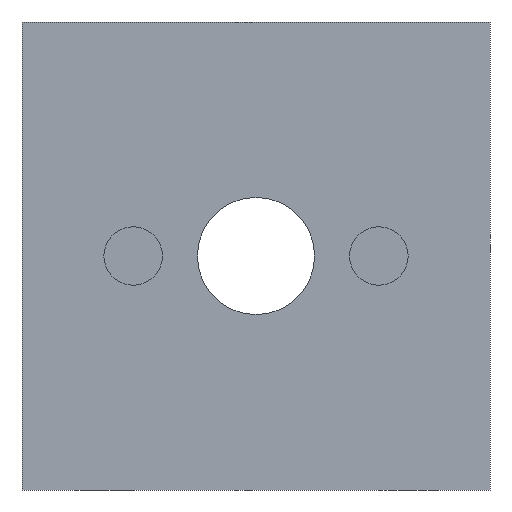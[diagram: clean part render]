
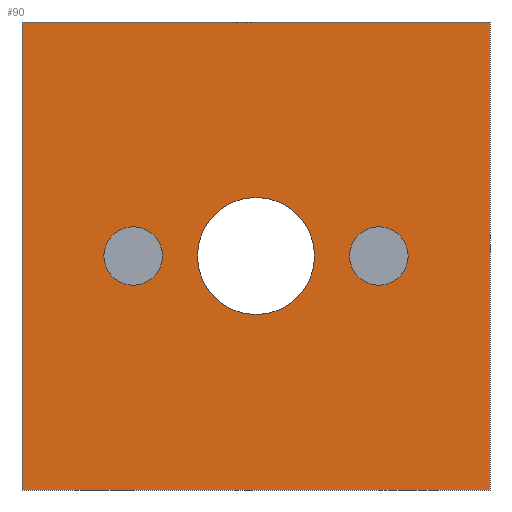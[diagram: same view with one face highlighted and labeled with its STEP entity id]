
A CAD part, front view. The second image highlights one B-rep face of the part: STEP entity #90.
In plain terms, the highlighted planar face has unit normal (0, -1, 0).
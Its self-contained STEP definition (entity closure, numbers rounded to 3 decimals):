
#6 = EDGE_CURVE ( 'NONE', #29, #81, #319, .T. ) ;
#11 = EDGE_CURVE ( 'NONE', #75, #29, #277, .T. ) ;
#14 = EDGE_CURVE ( 'NONE', #81, #50, #316, .T. ) ;
#20 = EDGE_CURVE ( 'NONE', #48, #74, #258, .T. ) ;
#26 = EDGE_CURVE ( 'NONE', #74, #48, #275, .T. ) ;
#29 = VERTEX_POINT ( 'NONE', #343 ) ;
#30 = VERTEX_POINT ( 'NONE', #392 ) ;
#34 = VERTEX_POINT ( 'NONE', #369 ) ;
#40 = VERTEX_POINT ( 'NONE', #348 ) ;
#45 = CARTESIAN_POINT ( 'NONE',  ( 0., 0., 0. ) ) ;
#48 = VERTEX_POINT ( 'NONE', #346 ) ;
#50 = VERTEX_POINT ( 'NONE', #364 ) ;
#61 = CARTESIAN_POINT ( 'NONE',  ( 40., 0., 0. ) ) ;
#74 = VERTEX_POINT ( 'NONE', #332 ) ;
#75 = VERTEX_POINT ( 'NONE', #367 ) ;
#81 = VERTEX_POINT ( 'NONE', #411 ) ;
#82 = DIRECTION ( 'NONE',  ( 0., 0., -1. ) ) ;
#83 = VERTEX_POINT ( 'NONE', #412 ) ;
#90 = ADVANCED_FACE ( 'NONE', ( #300, #287, #285, #292 ), #406, .T. ) ;
#100 = EDGE_LOOP ( 'NONE', ( #150, #322, #330, #281 ) ) ;
#117 = ORIENTED_EDGE ( 'NONE', *, *, #768, .F. ) ;
#118 = ORIENTED_EDGE ( 'NONE', *, *, #778, .F. ) ;
#126 = EDGE_LOOP ( 'NONE', ( #118, #147 ) ) ;
#147 = ORIENTED_EDGE ( 'NONE', *, *, #763, .F. ) ;
#150 = ORIENTED_EDGE ( 'NONE', *, *, #744, .F. ) ;
#160 = ORIENTED_EDGE ( 'NONE', *, *, #20, .T. ) ;
#176 = EDGE_LOOP ( 'NONE', ( #177, #160 ) ) ;
#177 = ORIENTED_EDGE ( 'NONE', *, *, #26, .T. ) ;
#215 = EDGE_LOOP ( 'NONE', ( #117, #227 ) ) ;
#227 = ORIENTED_EDGE ( 'NONE', *, *, #777, .F. ) ;
#254 = AXIS2_PLACEMENT_3D ( 'NONE', #335, #354, #376 ) ;
#258 = CIRCLE ( 'NONE', #754, 5. ) ;
#272 = VECTOR ( 'NONE', #358, 1000. ) ;
#275 = CIRCLE ( 'NONE', #254, 5. ) ;
#277 = LINE ( 'NONE', #45, #278 ) ;
#278 = VECTOR ( 'NONE', #355, 1000. ) ;
#281 = ORIENTED_EDGE ( 'NONE', *, *, #11, .F. ) ;
#285 = FACE_BOUND ( 'NONE', #176, .T. ) ;
#287 = FACE_BOUND ( 'NONE', #126, .T. ) ;
#292 = FACE_OUTER_BOUND ( 'NONE', #100, .T. ) ;
#300 = FACE_BOUND ( 'NONE', #215, .T. ) ;
#316 = LINE ( 'NONE', #349, #272 ) ;
#319 = LINE ( 'NONE', #61, #326 ) ;
#322 = ORIENTED_EDGE ( 'NONE', *, *, #14, .F. ) ;
#326 = VECTOR ( 'NONE', #82, 1000. ) ;
#330 = ORIENTED_EDGE ( 'NONE', *, *, #6, .F. ) ;
#332 = CARTESIAN_POINT ( 'NONE',  ( 20., 0., -15. ) ) ;
#335 = CARTESIAN_POINT ( 'NONE',  ( 20., 0., -20. ) ) ;
#336 = CARTESIAN_POINT ( 'NONE',  ( 0., 0., -40. ) ) ;
#343 = CARTESIAN_POINT ( 'NONE',  ( 40., 0., 0. ) ) ;
#346 = CARTESIAN_POINT ( 'NONE',  ( 20., 0., -25. ) ) ;
#348 = CARTESIAN_POINT ( 'NONE',  ( 9.5, 0., -22.5 ) ) ;
#349 = CARTESIAN_POINT ( 'NONE',  ( 0., 0., -40. ) ) ;
#354 = DIRECTION ( 'NONE',  ( 0., 1., 0. ) ) ;
#355 = DIRECTION ( 'NONE',  ( 1., 0., 0. ) ) ;
#358 = DIRECTION ( 'NONE',  ( -1., 0., 0. ) ) ;
#364 = CARTESIAN_POINT ( 'NONE',  ( 0., 0., -40. ) ) ;
#367 = CARTESIAN_POINT ( 'NONE',  ( 0., 0., 0. ) ) ;
#369 = CARTESIAN_POINT ( 'NONE',  ( 30.5, 0., -17.5 ) ) ;
#374 = CARTESIAN_POINT ( 'NONE',  ( 20., 0., -20. ) ) ;
#376 = DIRECTION ( 'NONE',  ( 0., 0., 1. ) ) ;
#389 = DIRECTION ( 'NONE',  ( 0., 1., 0. ) ) ;
#390 = DIRECTION ( 'NONE',  ( 0., 0., 1. ) ) ;
#392 = CARTESIAN_POINT ( 'NONE',  ( 30.5, 0., -22.5 ) ) ;
#402 = DIRECTION ( 'NONE',  ( 0., 0., -1. ) ) ;
#406 = PLANE ( 'NONE',  #739 ) ;
#411 = CARTESIAN_POINT ( 'NONE',  ( 40., 0., -40. ) ) ;
#412 = CARTESIAN_POINT ( 'NONE',  ( 9.5, 0., -17.5 ) ) ;
#413 = DIRECTION ( 'NONE',  ( 0., -1., 0. ) ) ;
#502 = CARTESIAN_POINT ( 'NONE',  ( 0., 0., 0. ) ) ;
#503 = DIRECTION ( 'NONE',  ( 0., 0., 1. ) ) ;
#519 = CARTESIAN_POINT ( 'NONE',  ( 9.5, 0., -20. ) ) ;
#529 = DIRECTION ( 'NONE',  ( 0., -1., 0. ) ) ;
#530 = DIRECTION ( 'NONE',  ( 0., 0., -1. ) ) ;
#531 = CARTESIAN_POINT ( 'NONE',  ( 30.5, 0., -20. ) ) ;
#538 = DIRECTION ( 'NONE',  ( 0., -1., 0. ) ) ;
#539 = DIRECTION ( 'NONE',  ( 0., 0., -1. ) ) ;
#550 = CARTESIAN_POINT ( 'NONE',  ( 30.5, 0., -20. ) ) ;
#553 = CARTESIAN_POINT ( 'NONE',  ( 9.5, 0., -20. ) ) ;
#558 = DIRECTION ( 'NONE',  ( 0., -1., 0. ) ) ;
#559 = DIRECTION ( 'NONE',  ( 0., 0., -1. ) ) ;
#562 = DIRECTION ( 'NONE',  ( 0., -1., 0. ) ) ;
#563 = DIRECTION ( 'NONE',  ( 0., 0., -1. ) ) ;
#610 = VECTOR ( 'NONE', #503, 1000. ) ;
#611 = LINE ( 'NONE', #502, #610 ) ;
#633 = CIRCLE ( 'NONE', #710, 2.5 ) ;
#640 = CIRCLE ( 'NONE', #711, 2.5 ) ;
#647 = CIRCLE ( 'NONE', #716, 2.5 ) ;
#648 = CIRCLE ( 'NONE', #715, 2.5 ) ;
#710 = AXIS2_PLACEMENT_3D ( 'NONE', #519, #529, #530 ) ;
#711 = AXIS2_PLACEMENT_3D ( 'NONE', #531, #538, #539 ) ;
#715 = AXIS2_PLACEMENT_3D ( 'NONE', #553, #562, #563 ) ;
#716 = AXIS2_PLACEMENT_3D ( 'NONE', #550, #558, #559 ) ;
#739 = AXIS2_PLACEMENT_3D ( 'NONE', #336, #413, #402 ) ;
#744 = EDGE_CURVE ( 'NONE', #50, #75, #611, .T. ) ;
#754 = AXIS2_PLACEMENT_3D ( 'NONE', #374, #389, #390 ) ;
#763 = EDGE_CURVE ( 'NONE', #83, #40, #633, .T. ) ;
#768 = EDGE_CURVE ( 'NONE', #30, #34, #640, .T. ) ;
#777 = EDGE_CURVE ( 'NONE', #34, #30, #647, .T. ) ;
#778 = EDGE_CURVE ( 'NONE', #40, #83, #648, .T. ) ;
